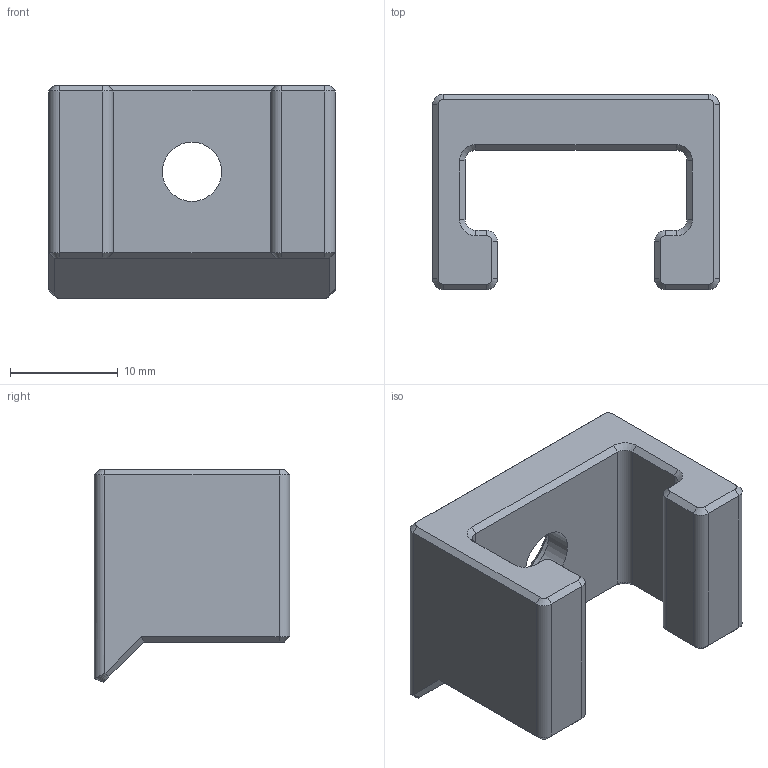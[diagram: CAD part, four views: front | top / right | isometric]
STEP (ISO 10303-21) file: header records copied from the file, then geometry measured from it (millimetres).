
FILE_DESCRIPTION (( 'STEP AP203' ), '1' );
FILE_NAME ('25c-p035 camera clamp cleat.step', '2025-08-07T01:15:49', ( '' ), ( '' ), '', '', '' );
FILE_SCHEMA (( 'CONFIG_CONTROL_DESIGN' ));
Length unit declared in the file: millimetre
Products named in the file (1): 25c-p035 camera clamp cleat
Bounding box: 26.6 x 18.15 x 19.75 mm (x, y, z)
Volume: 3908.7 mm3; surface area: 2613.4 mm2
Topology: 1 solids, 1 shells, 84 faces, 191 edges, 110 vertices
Faces by surface type: plane 42, cone 24, cylinder 16, bspline 2
Entity records: 2464 total; most frequent: CARTESIAN_POINT 498, DIRECTION 403, ORIENTED_EDGE 382, EDGE_CURVE 191, AXIS2_PLACEMENT_3D 137, VECTOR 129, LINE 129, VERTEX_POINT 110
